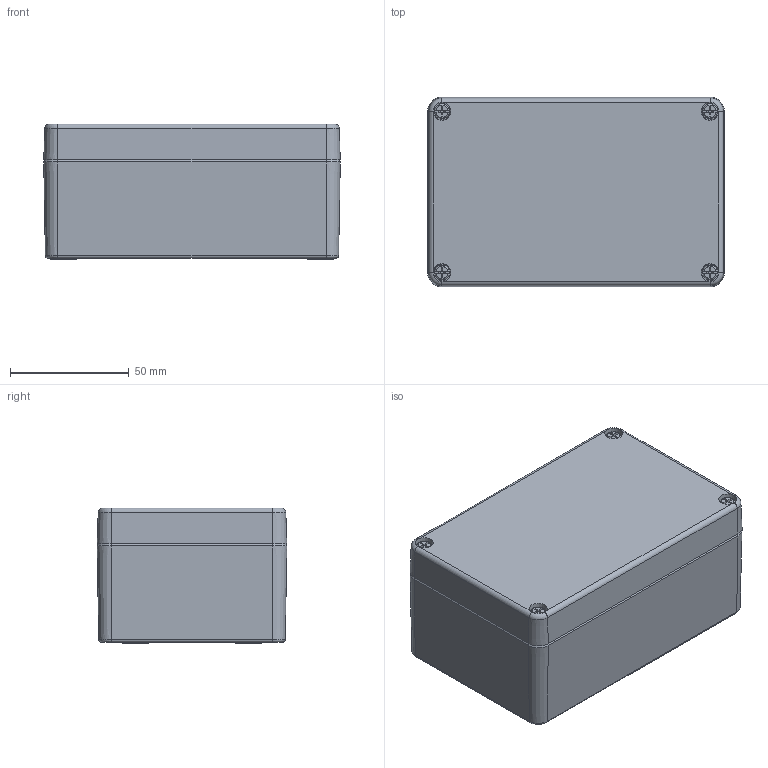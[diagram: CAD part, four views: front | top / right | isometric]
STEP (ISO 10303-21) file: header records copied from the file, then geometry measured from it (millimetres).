
FILE_DESCRIPTION( ( 'STEP AP214' ), '1' );
FILE_NAME( '15000601.stp', '2020-07-23T16:14:02', ( 'License CC BY-ND 4.0' ), ( 'CADENAS' ), ' ', 'PARTsolutions', ' ' );
FILE_SCHEMA( ( 'AUTOMOTIVE_DESIGN { 1 0 10303 214 1 1 1 1 }' ) );
Length unit declared in the file: millimetre
Products named in the file (4): 15000601; _Kasten_al_1308; _Deckel_al_1308-6; _Schraube_al-m4x20
Assembly tree (6 placements, depth 2):
  15000601
    _Kasten_al_1308
    _Deckel_al_1308-6
    _Schraube_al-m4x20  x4
Bounding box: 125 x 80 x 57.3 mm (x, y, z)
Volume: 162320.3 mm3; surface area: 88268.3 mm2
Topology: 6 solids, 6 shells, 326 faces, 823 edges, 533 vertices
Faces by surface type: plane 164, cylinder 82, cone 64, torus 16
Full cylindrical faces by diameter (mm): 3.2 x1, 3.25 x4, 3.3 x4, 3.7 x10, 4 x4, 4.5 x5, 5 x2
Entity records: 9453 total; most frequent: DIRECTION 1343, CARTESIAN_POINT 1318, ORIENTED_EDGE 1152, EDGE_CURVE 576, AXIS2_PLACEMENT_3D 527, VERTEX_POINT 400, EDGE_LOOP 338, LINE 289
